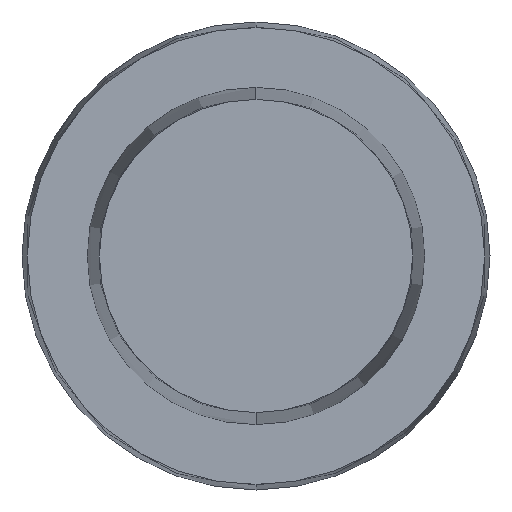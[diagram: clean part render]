
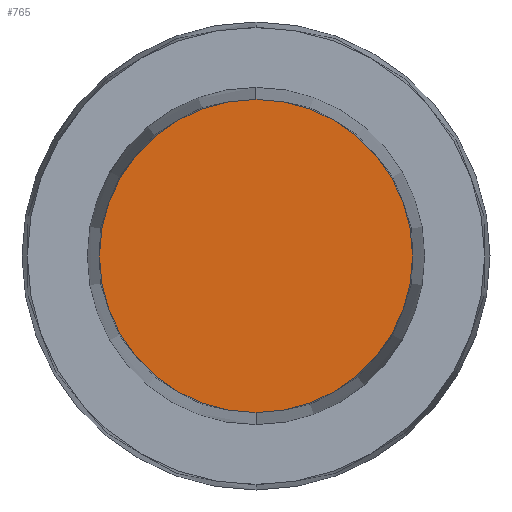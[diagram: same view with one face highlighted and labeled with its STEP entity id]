
A CAD part, front view. The second image highlights one B-rep face of the part: STEP entity #765.
In plain terms, the highlighted planar face has unit normal (0, -1, 0).
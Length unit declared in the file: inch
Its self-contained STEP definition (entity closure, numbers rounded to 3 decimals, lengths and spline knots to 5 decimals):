
#23 = AXIS2_PLACEMENT_3D ( 'NONE', #510, #812, #413 ) ;
#86 = EDGE_CURVE ( 'NONE', #459, #91, #419, .T. ) ;
#91 = VERTEX_POINT ( 'NONE', #439 ) ;
#225 = DIRECTION ( 'NONE',  ( 0., -1., 0. ) ) ;
#272 = CARTESIAN_POINT ( 'NONE',  ( 0., -0.45, 0. ) ) ;
#291 = CARTESIAN_POINT ( 'NONE',  ( 0., -0.45, 0.05119 ) ) ;
#316 = ORIENTED_EDGE ( 'NONE', *, *, #86, .T. ) ;
#333 = AXIS2_PLACEMENT_3D ( 'NONE', #813, #225, #990 ) ;
#356 = PLANE ( 'NONE',  #885 ) ;
#413 = DIRECTION ( 'NONE',  ( 0., 0., -1. ) ) ;
#419 = CIRCLE ( 'NONE', #333, 0.05119 ) ;
#439 = CARTESIAN_POINT ( 'NONE',  ( 0., -0.45, -0.05119 ) ) ;
#459 = VERTEX_POINT ( 'NONE', #291 ) ;
#490 = DIRECTION ( 'NONE',  ( 0., -1., 0. ) ) ;
#499 = ORIENTED_EDGE ( 'NONE', *, *, #795, .T. ) ;
#510 = CARTESIAN_POINT ( 'NONE',  ( 0., -0.45, 0. ) ) ;
#555 = EDGE_LOOP ( 'NONE', ( #499, #316 ) ) ;
#590 = CIRCLE ( 'NONE', #23, 0.05119 ) ;
#643 = DIRECTION ( 'NONE',  ( 0., 0., -1. ) ) ;
#765 = ADVANCED_FACE ( 'NONE', ( #884 ), #356, .T. ) ;
#795 = EDGE_CURVE ( 'NONE', #91, #459, #590, .T. ) ;
#812 = DIRECTION ( 'NONE',  ( 0., -1., 0. ) ) ;
#813 = CARTESIAN_POINT ( 'NONE',  ( 0., -0.45, 0. ) ) ;
#884 = FACE_OUTER_BOUND ( 'NONE', #555, .T. ) ;
#885 = AXIS2_PLACEMENT_3D ( 'NONE', #272, #490, #643 ) ;
#990 = DIRECTION ( 'NONE',  ( 0., 0., -1. ) ) ;
